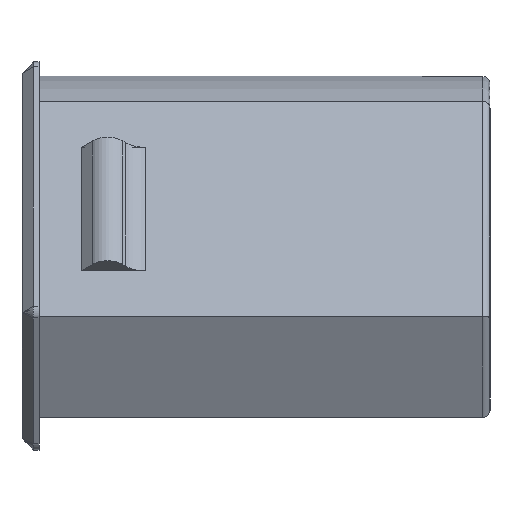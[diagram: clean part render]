
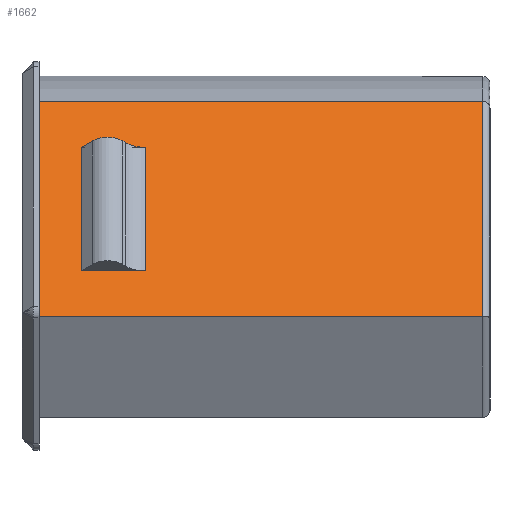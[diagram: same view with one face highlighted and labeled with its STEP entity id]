
A CAD part, left-side view. The second image highlights one B-rep face of the part: STEP entity #1662.
In plain terms, the highlighted planar face has unit normal (-0.817, 0, 0.577).
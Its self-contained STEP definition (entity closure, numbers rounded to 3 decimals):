
#27=FACE_BOUND('',#261,.T.);
#71=PLANE('',#1802);
#160=FACE_OUTER_BOUND('',#260,.T.);
#260=EDGE_LOOP('',(#1343,#1344,#1345,#1346));
#261=EDGE_LOOP('',(#1347,#1348,#1349,#1350));
#320=LINE('',#2358,#519);
#324=LINE('',#2366,#523);
#366=LINE('',#2490,#565);
#367=LINE('',#2492,#566);
#426=LINE('',#2621,#625);
#427=LINE('',#2623,#626);
#428=LINE('',#2625,#627);
#429=LINE('',#2626,#628);
#519=VECTOR('',#1890,10.);
#523=VECTOR('',#1898,10.);
#565=VECTOR('',#2002,10.);
#566=VECTOR('',#2005,10.);
#625=VECTOR('',#2138,10.);
#626=VECTOR('',#2139,10.);
#627=VECTOR('',#2140,10.);
#628=VECTOR('',#2141,10.);
#749=VERTEX_POINT('',#2355);
#750=VERTEX_POINT('',#2357);
#752=VERTEX_POINT('',#2365);
#803=VERTEX_POINT('',#2488);
#835=VERTEX_POINT('',#2619);
#836=VERTEX_POINT('',#2620);
#837=VERTEX_POINT('',#2622);
#838=VERTEX_POINT('',#2624);
#899=EDGE_CURVE('',#750,#749,#320,.T.);
#903=EDGE_CURVE('',#752,#750,#324,.T.);
#961=EDGE_CURVE('',#803,#749,#366,.T.);
#962=EDGE_CURVE('',#803,#752,#367,.F.);
#1028=EDGE_CURVE('',#835,#836,#426,.T.);
#1029=EDGE_CURVE('',#835,#837,#427,.T.);
#1030=EDGE_CURVE('',#837,#838,#428,.T.);
#1031=EDGE_CURVE('',#836,#838,#429,.T.);
#1343=ORIENTED_EDGE('',*,*,#1028,.F.);
#1344=ORIENTED_EDGE('',*,*,#1029,.T.);
#1345=ORIENTED_EDGE('',*,*,#1030,.T.);
#1346=ORIENTED_EDGE('',*,*,#1031,.F.);
#1347=ORIENTED_EDGE('',*,*,#962,.T.);
#1348=ORIENTED_EDGE('',*,*,#903,.T.);
#1349=ORIENTED_EDGE('',*,*,#899,.T.);
#1350=ORIENTED_EDGE('',*,*,#961,.F.);
#1662=ADVANCED_FACE('',(#160,#27),#71,.T.);
#1802=AXIS2_PLACEMENT_3D('',#2618,#2136,#2137);
#1890=DIRECTION('',(0.,-1.,0.));
#1898=DIRECTION('',(0.577,0.,0.816));
#2002=DIRECTION('',(0.577,0.,0.816));
#2005=DIRECTION('',(0.,-1.,0.));
#2136=DIRECTION('center_axis',(-0.816,0.,0.577));
#2137=DIRECTION('ref_axis',(-0.577,0.,-0.816));
#2138=DIRECTION('',(-0.577,0.,-0.816));
#2139=DIRECTION('',(0.,1.,0.));
#2140=DIRECTION('',(-0.577,0.,-0.816));
#2141=DIRECTION('',(0.,1.,0.));
#2355=CARTESIAN_POINT('',(-11.836,141.481,15.604));
#2357=CARTESIAN_POINT('',(-11.836,143.747,15.604));
#2358=CARTESIAN_POINT('',(-11.836,144.621,15.604));
#2365=CARTESIAN_POINT('',(-14.896,143.747,11.276));
#2366=CARTESIAN_POINT('',(-11.163,143.747,16.555));
#2488=CARTESIAN_POINT('',(-14.896,141.481,11.276));
#2490=CARTESIAN_POINT('',(-11.163,141.481,16.555));
#2492=CARTESIAN_POINT('',(-14.896,144.621,11.276));
#2618=CARTESIAN_POINT('Origin',(-10.692,145.221,17.221));
#2619=CARTESIAN_POINT('',(-10.692,129.671,17.221));
#2620=CARTESIAN_POINT('',(-16.031,129.671,9.67));
#2621=CARTESIAN_POINT('',(-10.11,129.671,18.044));
#2622=CARTESIAN_POINT('',(-10.692,145.221,17.221));
#2623=CARTESIAN_POINT('',(-10.692,145.221,17.221));
#2624=CARTESIAN_POINT('',(-16.031,145.221,9.67));
#2625=CARTESIAN_POINT('',(-10.259,145.221,17.834));
#2626=CARTESIAN_POINT('',(-16.031,145.221,9.67));
